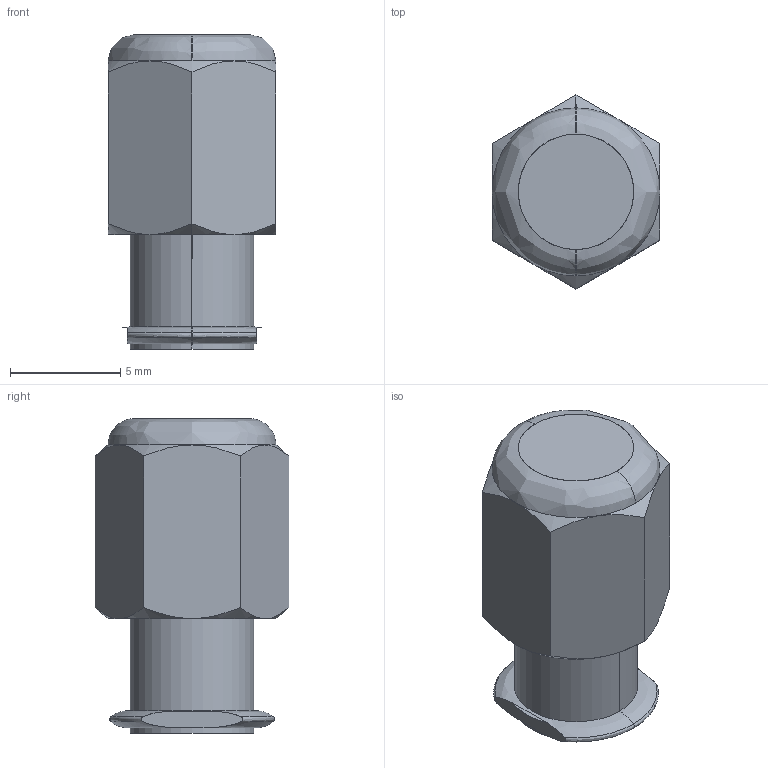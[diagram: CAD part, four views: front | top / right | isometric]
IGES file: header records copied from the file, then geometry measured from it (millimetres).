
Start section: SolidWorks IGES file using analytic representation for surfaces
Global section: file name: E-Q-161034.IGS; native system: SolidWorks 2017; preprocessor: SolidWorks 2017; author: wtsang; date: 170123.114751; units: millimetre
Bounding box: 7.62 x 8.8 x 14.27 mm (x, y, z)
Surface area: 543.6 mm2 (no closed solid volume)
Topology: 0 solids, 0 shells, 44 faces, 497 edges, 495 vertices
Faces by surface type: revolution 22, bspline 22
